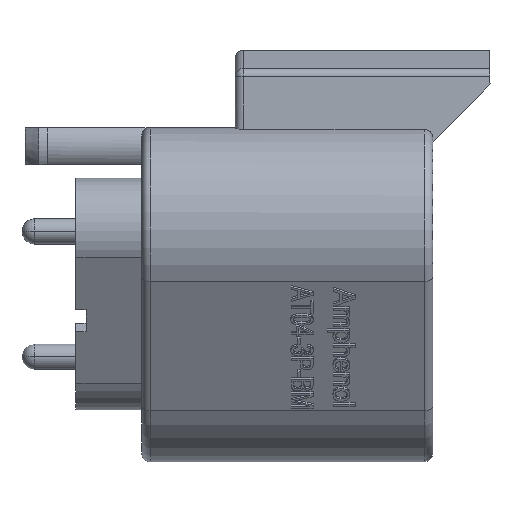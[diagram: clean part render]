
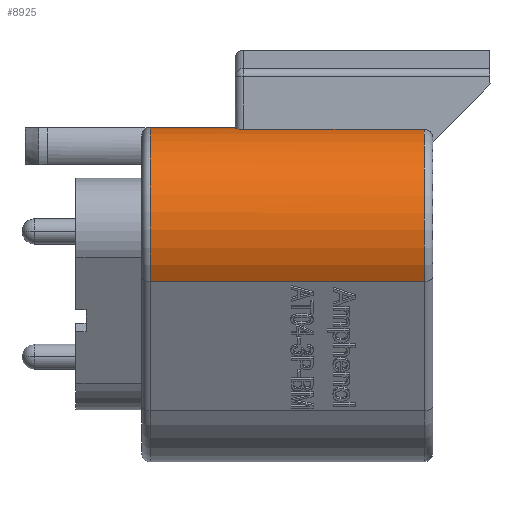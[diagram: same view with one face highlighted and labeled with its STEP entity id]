
A CAD part, left-side view. The second image highlights one B-rep face of the part: STEP entity #8925.
In plain terms, the highlighted cylindrical face has radius 6.08 mm (diameter 12.16 mm), a partial arc.
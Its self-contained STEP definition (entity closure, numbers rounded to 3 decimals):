
#1377=DIRECTION('',(0.,-1.,0.));
#1378=VECTOR('',#1377,5.06);
#1379=CARTESIAN_POINT('',(-4.429,16.78,8.637));
#1380=LINE('',#1379,#1378);
#1381=DIRECTION('',(0.,-1.,0.));
#1382=VECTOR('',#1381,10.72);
#1383=CARTESIAN_POINT('',(-5.55,11.22,8.533));
#1384=LINE('',#1383,#1382);
#1385=DIRECTION('',(0.,1.,0.));
#1386=VECTOR('',#1385,16.28);
#1387=CARTESIAN_POINT('',(-9.695,0.5,-0.483));
#1388=LINE('',#1387,#1386);
#2067=CARTESIAN_POINT('',(-4.429,16.78,2.557));
#2068=DIRECTION('',(0.,-1.,0.));
#2069=DIRECTION('',(0.,0.,1.));
#2070=AXIS2_PLACEMENT_3D('',#2067,#2068,#2069);
#2237=CARTESIAN_POINT('',(-4.429,0.5,2.557));
#2238=DIRECTION('',(0.,1.,0.));
#2239=DIRECTION('',(-0.866,0.,-0.5));
#2240=AXIS2_PLACEMENT_3D('',#2237,#2238,#2239);
#2265=CARTESIAN_POINT('',(-5.55,11.22,8.533));
#2266=CARTESIAN_POINT('',(-5.55,11.263,8.533));
#2267=CARTESIAN_POINT('',(-5.539,11.349,8.535));
#2268=CARTESIAN_POINT('',(-5.485,11.479,8.545));
#2269=CARTESIAN_POINT('',(-5.402,11.583,8.559));
#2270=CARTESIAN_POINT('',(-5.298,11.66,8.575));
#2271=CARTESIAN_POINT('',(-5.184,11.707,8.591));
#2272=CARTESIAN_POINT('',(-5.095,11.72,8.601));
#2273=CARTESIAN_POINT('',(-5.05,11.72,8.605));
#2292=CARTESIAN_POINT('',(-4.429,11.72,2.557));
#2293=DIRECTION('',(0.,1.,0.));
#2294=DIRECTION('',(-0.102,0.,0.995));
#2295=AXIS2_PLACEMENT_3D('',#2292,#2293,#2294);
#6705=CARTESIAN_POINT('',(-9.695,0.5,-0.483));
#6706=CARTESIAN_POINT('',(-9.695,16.78,-0.483));
#6707=VERTEX_POINT('',#6705);
#6708=VERTEX_POINT('',#6706);
#6713=CARTESIAN_POINT('',(-4.429,16.78,8.637));
#6714=CARTESIAN_POINT('',(-4.429,11.72,8.637));
#6715=VERTEX_POINT('',#6713);
#6716=VERTEX_POINT('',#6714);
#6717=CARTESIAN_POINT('',(-5.05,11.72,8.605));
#6718=VERTEX_POINT('',#6717);
#6719=VERTEX_POINT('',#2265);
#6720=CARTESIAN_POINT('',(-5.55,0.5,8.533));
#6721=VERTEX_POINT('',#6720);
#8905=CARTESIAN_POINT('',(-4.429,17.4,2.557));
#8906=DIRECTION('',(0.,-1.,0.));
#8907=DIRECTION('',(0.,0.,-1.));
#8908=AXIS2_PLACEMENT_3D('',#8905,#8906,#8907);
#8909=CYLINDRICAL_SURFACE('',#8908,6.08);
#8911=ORIENTED_EDGE('',*,*,#8910,.T.);
#8913=ORIENTED_EDGE('',*,*,#8912,.F.);
#8915=ORIENTED_EDGE('',*,*,#8914,.F.);
#8917=ORIENTED_EDGE('',*,*,#8916,.T.);
#8919=ORIENTED_EDGE('',*,*,#8918,.F.);
#8920=ORIENTED_EDGE('',*,*,#8178,.T.);
#8922=ORIENTED_EDGE('',*,*,#8921,.F.);
#8923=EDGE_LOOP('',(#8911,#8913,#8915,#8917,#8919,#8920,#8922));
#8924=FACE_OUTER_BOUND('',#8923,.F.);
#8925=ADVANCED_FACE('',(#8924),#8909,.T.);
#2071=CIRCLE('',#2070,6.08);
#2241=CIRCLE('',#2240,6.08);
#2274=B_SPLINE_CURVE_WITH_KNOTS('',3,(#2265,#2266,#2267,#2268,#2269,#2270,#2271,
#2272,#2273),.UNSPECIFIED.,.F.,.F.,(4,1,1,1,1,1,4),(0.,0.167,
0.333,0.5,0.667,0.833,1.),
.UNSPECIFIED.);
#2296=CIRCLE('',#2295,6.08);
#8178=EDGE_CURVE('',#6707,#6708,#1388,.T.);
#8910=EDGE_CURVE('',#6715,#6716,#1380,.T.);
#8912=EDGE_CURVE('',#6718,#6716,#2296,.T.);
#8914=EDGE_CURVE('',#6719,#6718,#2274,.T.);
#8916=EDGE_CURVE('',#6719,#6721,#1384,.T.);
#8918=EDGE_CURVE('',#6707,#6721,#2241,.T.);
#8921=EDGE_CURVE('',#6715,#6708,#2071,.T.);
